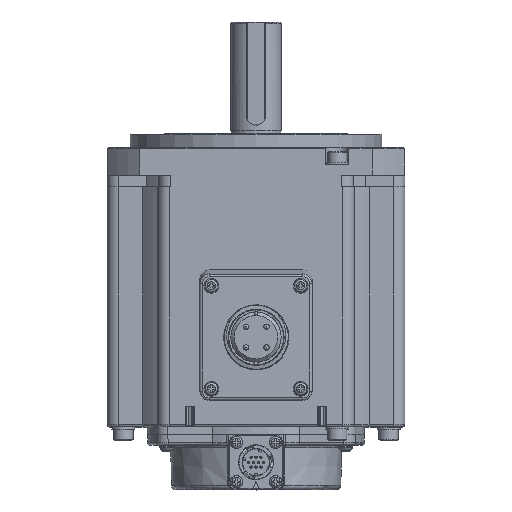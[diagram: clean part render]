
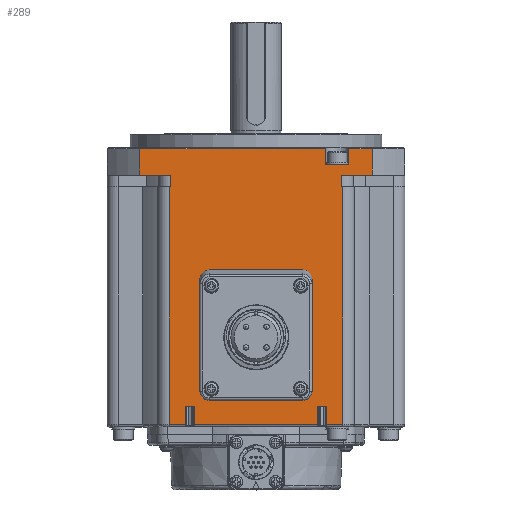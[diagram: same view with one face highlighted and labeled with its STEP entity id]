
A CAD part, top view. The second image highlights one B-rep face of the part: STEP entity #289.
In plain terms, the highlighted planar face has unit normal (0, 0, 1).
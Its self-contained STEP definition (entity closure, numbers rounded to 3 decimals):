
#20=CARTESIAN_POINT('',(-65.,-6.,0.));
#21=DIRECTION('',(0.,1.,0.));
#22=DIRECTION('',(0.,0.,1.));
#23=AXIS2_PLACEMENT_3D('',#20,#22,#21);
#24=PLANE('',#23);
#25=CARTESIAN_POINT('',(-38.,-5.,0.));
#26=VERTEX_POINT('',#25);
#27=CARTESIAN_POINT('',(-30.974,-5.,0.));
#28=VERTEX_POINT('',#27);
#29=CARTESIAN_POINT('',(-38.,-5.,0.));
#30=DIRECTION('',(1.,0.,0.));
#31=VECTOR('',#30,7.026);
#32=LINE('',#29,#31);
#33=EDGE_CURVE('',#26,#28,#32,.T.);
#34=ORIENTED_EDGE('',*,*,#33,.T.);
#35=CARTESIAN_POINT('',(-30.974,3.,0.));
#36=VERTEX_POINT('',#35);
#37=CARTESIAN_POINT('',(-30.974,-5.,0.));
#38=DIRECTION('',(0.,1.,0.));
#39=VECTOR('',#38,8.);
#40=LINE('',#37,#39);
#41=EDGE_CURVE('',#28,#36,#40,.T.);
#42=ORIENTED_EDGE('',*,*,#41,.T.);
#43=CARTESIAN_POINT('',(-27.026,3.,0.));
#44=VERTEX_POINT('',#43);
#45=CARTESIAN_POINT('',(-30.974,3.,0.));
#46=DIRECTION('',(1.,0.,0.));
#47=VECTOR('',#46,3.949);
#48=LINE('',#45,#47);
#49=EDGE_CURVE('',#36,#44,#48,.T.);
#50=ORIENTED_EDGE('',*,*,#49,.T.);
#51=CARTESIAN_POINT('',(-27.026,-5.,0.));
#52=VERTEX_POINT('',#51);
#53=CARTESIAN_POINT('',(-27.026,3.,0.));
#54=DIRECTION('',(0.,-1.,0.));
#55=VECTOR('',#54,8.);
#56=LINE('',#53,#55);
#57=EDGE_CURVE('',#44,#52,#56,.T.);
#58=ORIENTED_EDGE('',*,*,#57,.T.);
#59=CARTESIAN_POINT('',(27.026,-5.,0.));
#60=VERTEX_POINT('',#59);
#61=CARTESIAN_POINT('',(-27.026,-5.,0.));
#62=DIRECTION('',(1.,0.,0.));
#63=VECTOR('',#62,54.051);
#64=LINE('',#61,#63);
#65=EDGE_CURVE('',#52,#60,#64,.T.);
#66=ORIENTED_EDGE('',*,*,#65,.T.);
#67=CARTESIAN_POINT('',(27.026,3.,0.));
#68=VERTEX_POINT('',#67);
#69=CARTESIAN_POINT('',(27.026,-5.,0.));
#70=DIRECTION('',(0.,1.,0.));
#71=VECTOR('',#70,8.);
#72=LINE('',#69,#71);
#73=EDGE_CURVE('',#60,#68,#72,.T.);
#74=ORIENTED_EDGE('',*,*,#73,.T.);
#75=CARTESIAN_POINT('',(30.974,3.,0.));
#76=VERTEX_POINT('',#75);
#77=CARTESIAN_POINT('',(27.026,3.,0.));
#78=DIRECTION('',(1.,0.,0.));
#79=VECTOR('',#78,3.949);
#80=LINE('',#77,#79);
#81=EDGE_CURVE('',#68,#76,#80,.T.);
#82=ORIENTED_EDGE('',*,*,#81,.T.);
#83=CARTESIAN_POINT('',(30.974,-5.,0.));
#84=VERTEX_POINT('',#83);
#85=CARTESIAN_POINT('',(30.974,3.,0.));
#86=DIRECTION('',(0.,-1.,0.));
#87=VECTOR('',#86,8.);
#88=LINE('',#85,#87);
#89=EDGE_CURVE('',#76,#84,#88,.T.);
#90=ORIENTED_EDGE('',*,*,#89,.T.);
#91=CARTESIAN_POINT('',(38.,-5.,0.));
#92=VERTEX_POINT('',#91);
#93=CARTESIAN_POINT('',(30.974,-5.,0.));
#94=DIRECTION('',(1.,0.,0.));
#95=VECTOR('',#94,7.026);
#96=LINE('',#93,#95);
#97=EDGE_CURVE('',#84,#92,#96,.T.);
#98=ORIENTED_EDGE('',*,*,#97,.T.);
#99=CARTESIAN_POINT('',(38.,99.,0.));
#100=VERTEX_POINT('',#99);
#101=CARTESIAN_POINT('',(38.,-5.,0.));
#102=DIRECTION('',(0.,1.,0.));
#103=VECTOR('',#102,104.);
#104=LINE('',#101,#103);
#105=EDGE_CURVE('',#92,#100,#104,.T.);
#106=ORIENTED_EDGE('',*,*,#105,.T.);
#107=CARTESIAN_POINT('',(37.5,99.,0.));
#108=VERTEX_POINT('',#107);
#109=CARTESIAN_POINT('',(38.,99.,0.));
#110=DIRECTION('',(-1.,0.,0.));
#111=VECTOR('',#110,0.5);
#112=LINE('',#109,#111);
#113=EDGE_CURVE('',#100,#108,#112,.T.);
#114=ORIENTED_EDGE('',*,*,#113,.T.);
#115=CARTESIAN_POINT('',(37.5,104.,0.));
#116=VERTEX_POINT('',#115);
#117=CARTESIAN_POINT('',(37.5,99.,0.));
#118=DIRECTION('',(0.,1.,0.));
#119=VECTOR('',#118,5.);
#120=LINE('',#117,#119);
#121=EDGE_CURVE('',#108,#116,#120,.T.);
#122=ORIENTED_EDGE('',*,*,#121,.T.);
#123=CARTESIAN_POINT('',(50.806,104.,0.));
#124=VERTEX_POINT('',#123);
#125=CARTESIAN_POINT('',(37.5,104.,0.));
#126=DIRECTION('',(1.,0.,0.));
#127=VECTOR('',#126,13.306);
#128=LINE('',#125,#127);
#129=EDGE_CURVE('',#116,#124,#128,.T.);
#130=ORIENTED_EDGE('',*,*,#129,.T.);
#131=CARTESIAN_POINT('',(50.806,115.5,0.));
#132=VERTEX_POINT('',#131);
#133=CARTESIAN_POINT('',(50.806,104.,0.));
#134=DIRECTION('',(0.,1.,0.));
#135=VECTOR('',#134,11.5);
#136=LINE('',#133,#135);
#137=EDGE_CURVE('',#124,#132,#136,.T.);
#138=ORIENTED_EDGE('',*,*,#137,.T.);
#139=CARTESIAN_POINT('',(40.55,115.5,0.));
#140=VERTEX_POINT('',#139);
#141=CARTESIAN_POINT('',(50.806,115.5,0.));
#142=DIRECTION('',(-1.,0.,0.));
#143=VECTOR('',#142,10.256);
#144=LINE('',#141,#143);
#145=EDGE_CURVE('',#132,#140,#144,.T.);
#146=ORIENTED_EDGE('',*,*,#145,.T.);
#147=CARTESIAN_POINT('',(40.55,108.5,0.));
#148=VERTEX_POINT('',#147);
#149=CARTESIAN_POINT('',(40.55,115.5,0.));
#150=DIRECTION('',(0.,-1.,0.));
#151=VECTOR('',#150,7.);
#152=LINE('',#149,#151);
#153=EDGE_CURVE('',#140,#148,#152,.T.);
#154=ORIENTED_EDGE('',*,*,#153,.T.);
#155=CARTESIAN_POINT('',(30.45,108.5,0.));
#156=VERTEX_POINT('',#155);
#157=CARTESIAN_POINT('',(40.55,108.5,0.));
#158=DIRECTION('',(-1.,0.,0.));
#159=VECTOR('',#158,10.1);
#160=LINE('',#157,#159);
#161=EDGE_CURVE('',#148,#156,#160,.T.);
#162=ORIENTED_EDGE('',*,*,#161,.T.);
#163=CARTESIAN_POINT('',(30.45,115.5,0.));
#164=VERTEX_POINT('',#163);
#165=CARTESIAN_POINT('',(30.45,108.5,0.));
#166=DIRECTION('',(0.,1.,0.));
#167=VECTOR('',#166,7.);
#168=LINE('',#165,#167);
#169=EDGE_CURVE('',#156,#164,#168,.T.);
#170=ORIENTED_EDGE('',*,*,#169,.T.);
#171=CARTESIAN_POINT('',(-50.806,115.5,0.));
#172=VERTEX_POINT('',#171);
#173=CARTESIAN_POINT('',(30.45,115.5,0.));
#174=DIRECTION('',(-1.,0.,0.));
#175=VECTOR('',#174,81.256);
#176=LINE('',#173,#175);
#177=EDGE_CURVE('',#164,#172,#176,.T.);
#178=ORIENTED_EDGE('',*,*,#177,.T.);
#179=CARTESIAN_POINT('',(-50.806,104.,0.));
#180=VERTEX_POINT('',#179);
#181=CARTESIAN_POINT('',(-50.806,115.5,0.));
#182=DIRECTION('',(0.,-1.,0.));
#183=VECTOR('',#182,11.5);
#184=LINE('',#181,#183);
#185=EDGE_CURVE('',#172,#180,#184,.T.);
#186=ORIENTED_EDGE('',*,*,#185,.T.);
#187=CARTESIAN_POINT('',(-37.5,104.,0.));
#188=VERTEX_POINT('',#187);
#189=CARTESIAN_POINT('',(-50.806,104.,0.));
#190=DIRECTION('',(1.,0.,0.));
#191=VECTOR('',#190,13.306);
#192=LINE('',#189,#191);
#193=EDGE_CURVE('',#180,#188,#192,.T.);
#194=ORIENTED_EDGE('',*,*,#193,.T.);
#195=CARTESIAN_POINT('',(-37.5,99.,0.));
#196=VERTEX_POINT('',#195);
#197=CARTESIAN_POINT('',(-37.5,104.,0.));
#198=DIRECTION('',(0.,-1.,0.));
#199=VECTOR('',#198,5.);
#200=LINE('',#197,#199);
#201=EDGE_CURVE('',#188,#196,#200,.T.);
#202=ORIENTED_EDGE('',*,*,#201,.T.);
#203=CARTESIAN_POINT('',(-38.,99.,0.));
#204=VERTEX_POINT('',#203);
#205=CARTESIAN_POINT('',(-37.5,99.,0.));
#206=DIRECTION('',(-1.,0.,0.));
#207=VECTOR('',#206,0.5);
#208=LINE('',#205,#207);
#209=EDGE_CURVE('',#196,#204,#208,.T.);
#210=ORIENTED_EDGE('',*,*,#209,.T.);
#211=CARTESIAN_POINT('',(-38.,99.,0.));
#212=DIRECTION('',(0.,-1.,0.));
#213=VECTOR('',#212,104.);
#214=LINE('',#211,#213);
#215=EDGE_CURVE('',#204,#26,#214,.T.);
#216=ORIENTED_EDGE('',*,*,#215,.T.);
#217=EDGE_LOOP('',(#34,#42,#50,#58,#66,#74,#82,#90,#98,#106,#114,#122,#130,#138,#146,#154,#162,#170,#178,#186,#194,#202,#210,#216));
#218=FACE_OUTER_BOUND('',#217,.T.);
#219=CARTESIAN_POINT('',(-20.5,62.5,0.));
#220=VERTEX_POINT('',#219);
#221=CARTESIAN_POINT('',(20.5,62.5,0.));
#222=VERTEX_POINT('',#221);
#223=CARTESIAN_POINT('',(-20.5,62.5,0.));
#224=DIRECTION('',(1.,0.,0.));
#225=VECTOR('',#224,41.);
#226=LINE('',#223,#225);
#227=EDGE_CURVE('',#220,#222,#226,.T.);
#228=ORIENTED_EDGE('',*,*,#227,.T.);
#229=CARTESIAN_POINT('',(24.5,58.5,0.));
#230=VERTEX_POINT('',#229);
#231=CARTESIAN_POINT('',(20.5,58.5,0.));
#232=DIRECTION('',(0.,1.,0.));
#233=DIRECTION('',(0.,0.,-1.));
#234=AXIS2_PLACEMENT_3D('',#231,#233,#232);
#235=CIRCLE('',#234,4.);
#236=EDGE_CURVE('',#222,#230,#235,.T.);
#237=ORIENTED_EDGE('',*,*,#236,.T.);
#238=CARTESIAN_POINT('',(24.5,9.5,0.));
#239=VERTEX_POINT('',#238);
#240=CARTESIAN_POINT('',(24.5,58.5,0.));
#241=DIRECTION('',(0.,-1.,0.));
#242=VECTOR('',#241,49.);
#243=LINE('',#240,#242);
#244=EDGE_CURVE('',#230,#239,#243,.T.);
#245=ORIENTED_EDGE('',*,*,#244,.T.);
#246=CARTESIAN_POINT('',(20.5,5.5,0.));
#247=VERTEX_POINT('',#246);
#248=CARTESIAN_POINT('',(20.5,9.5,0.));
#249=DIRECTION('',(1.,0.,0.));
#250=DIRECTION('',(0.,0.,-1.));
#251=AXIS2_PLACEMENT_3D('',#248,#250,#249);
#252=CIRCLE('',#251,4.);
#253=EDGE_CURVE('',#239,#247,#252,.T.);
#254=ORIENTED_EDGE('',*,*,#253,.T.);
#255=CARTESIAN_POINT('',(-20.5,5.5,0.));
#256=VERTEX_POINT('',#255);
#257=CARTESIAN_POINT('',(20.5,5.5,0.));
#258=DIRECTION('',(-1.,0.,0.));
#259=VECTOR('',#258,41.);
#260=LINE('',#257,#259);
#261=EDGE_CURVE('',#247,#256,#260,.T.);
#262=ORIENTED_EDGE('',*,*,#261,.T.);
#263=CARTESIAN_POINT('',(-24.5,9.5,0.));
#264=VERTEX_POINT('',#263);
#265=CARTESIAN_POINT('',(-20.5,9.5,0.));
#266=DIRECTION('',(0.,-1.,0.));
#267=DIRECTION('',(0.,0.,-1.));
#268=AXIS2_PLACEMENT_3D('',#265,#267,#266);
#269=CIRCLE('',#268,4.);
#270=EDGE_CURVE('',#256,#264,#269,.T.);
#271=ORIENTED_EDGE('',*,*,#270,.T.);
#272=CARTESIAN_POINT('',(-24.5,58.5,0.));
#273=VERTEX_POINT('',#272);
#274=CARTESIAN_POINT('',(-24.5,9.5,0.));
#275=DIRECTION('',(0.,1.,0.));
#276=VECTOR('',#275,49.);
#277=LINE('',#274,#276);
#278=EDGE_CURVE('',#264,#273,#277,.T.);
#279=ORIENTED_EDGE('',*,*,#278,.T.);
#280=CARTESIAN_POINT('',(-20.5,58.5,0.));
#281=DIRECTION('',(-1.,0.,0.));
#282=DIRECTION('',(0.,0.,-1.));
#283=AXIS2_PLACEMENT_3D('',#280,#282,#281);
#284=CIRCLE('',#283,4.);
#285=EDGE_CURVE('',#273,#220,#284,.T.);
#286=ORIENTED_EDGE('',*,*,#285,.T.);
#287=EDGE_LOOP('',(#228,#237,#245,#254,#262,#271,#279,#286));
#288=FACE_BOUND('',#287,.T.);
#289=ADVANCED_FACE('',(#218,#288),#24,.T.);
